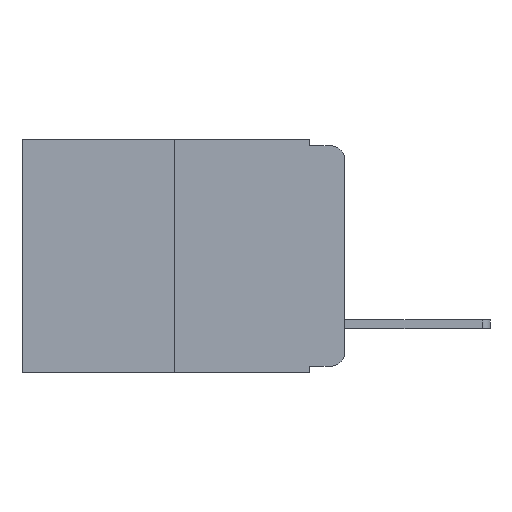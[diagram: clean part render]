
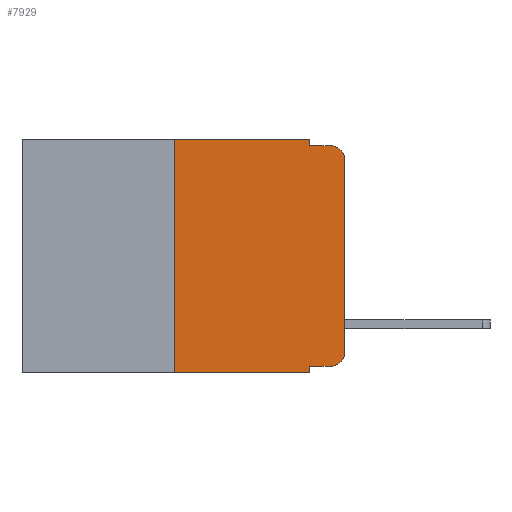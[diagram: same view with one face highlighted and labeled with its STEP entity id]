
A CAD part, left-side view. The second image highlights one B-rep face of the part: STEP entity #7929.
In plain terms, the highlighted planar face has unit normal (-1, 0, 0).
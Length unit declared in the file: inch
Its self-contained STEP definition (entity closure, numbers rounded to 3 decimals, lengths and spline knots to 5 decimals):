
#275 = ORIENTED_EDGE ( 'NONE', *, *, #852, .F. ) ;
#425 = ORIENTED_EDGE ( 'NONE', *, *, #1266, .T. ) ;
#501 = FACE_OUTER_BOUND ( 'NONE', #3032, .T. ) ;
#553 = CARTESIAN_POINT ( 'NONE',  ( 0., 0.051, 0. ) ) ;
#761 = DIRECTION ( 'NONE',  ( 0., 0., 1. ) ) ;
#852 = EDGE_CURVE ( 'NONE', #7476, #3296, #3345, .T. ) ;
#1069 = VERTEX_POINT ( 'NONE', #5295 ) ;
#1091 = CARTESIAN_POINT ( 'NONE',  ( 0., 0.473, 0. ) ) ;
#1200 = CIRCLE ( 'NONE', #6590, 0.02 ) ;
#1227 = VECTOR ( 'NONE', #8905, 39.37008 ) ;
#1254 = LINE ( 'NONE', #6452, #1227 ) ;
#1263 = VECTOR ( 'NONE', #8869, 39.37008 ) ;
#1266 = EDGE_CURVE ( 'NONE', #1069, #2279, #2163, .T. ) ;
#1267 = LINE ( 'NONE', #553, #1263 ) ;
#1273 = VECTOR ( 'NONE', #5394, 39.37008 ) ;
#1292 = VECTOR ( 'NONE', #4401, 39.37008 ) ;
#1302 = DIRECTION ( 'NONE',  ( -1., 0., 0. ) ) ;
#1322 = VECTOR ( 'NONE', #8691, 39.37008 ) ;
#1336 = LINE ( 'NONE', #7123, #1273 ) ;
#1359 = LINE ( 'NONE', #6519, #1292 ) ;
#1370 = LINE ( 'NONE', #8877, #1322 ) ;
#1422 = CIRCLE ( 'NONE', #7791, 0.02 ) ;
#1431 = LINE ( 'NONE', #1639, #1485 ) ;
#1455 = EDGE_CURVE ( 'NONE', #2157, #5284, #1431, .T. ) ;
#1471 = EDGE_CURVE ( 'NONE', #5284, #3861, #1422, .T. ) ;
#1473 = EDGE_CURVE ( 'NONE', #8014, #3861, #1370, .T. ) ;
#1485 = VECTOR ( 'NONE', #761, 39.37008 ) ;
#1492 = EDGE_CURVE ( 'NONE', #3296, #8014, #1359, .T. ) ;
#1494 = EDGE_CURVE ( 'NONE', #1069, #7476, #1336, .T. ) ;
#1508 = EDGE_CURVE ( 'NONE', #4209, #2279, #1267, .T. ) ;
#1509 = EDGE_CURVE ( 'NONE', #4209, #6176, #1254, .T. ) ;
#1513 = EDGE_CURVE ( 'NONE', #6176, #2157, #1200, .T. ) ;
#1639 = CARTESIAN_POINT ( 'NONE',  ( 0., 0., 0. ) ) ;
#2133 = VECTOR ( 'NONE', #6284, 39.37008 ) ;
#2157 = VERTEX_POINT ( 'NONE', #3264 ) ;
#2163 = LINE ( 'NONE', #9233, #2133 ) ;
#2279 = VERTEX_POINT ( 'NONE', #7039 ) ;
#2571 = ORIENTED_EDGE ( 'NONE', *, *, #1455, .T. ) ;
#2815 = PLANE ( 'NONE',  #7107 ) ;
#2975 = ORIENTED_EDGE ( 'NONE', *, *, #1494, .F. ) ;
#3032 = EDGE_LOOP ( 'NONE', ( #2571, #7277, #7065, #5786, #275, #2975, #425, #7427, #5647, #5836 ) ) ;
#3264 = CARTESIAN_POINT ( 'NONE',  ( 0., 0., -0.313 ) ) ;
#3292 = VECTOR ( 'NONE', #7372, 39.37008 ) ;
#3296 = VERTEX_POINT ( 'NONE', #7288 ) ;
#3345 = LINE ( 'NONE', #1091, #3292 ) ;
#3420 = CARTESIAN_POINT ( 'NONE',  ( 0., 0.25, 0. ) ) ;
#3665 = DIRECTION ( 'NONE',  ( 0., 0., -1. ) ) ;
#3861 = VERTEX_POINT ( 'NONE', #5429 ) ;
#4209 = VERTEX_POINT ( 'NONE', #6422 ) ;
#4401 = DIRECTION ( 'NONE',  ( 0., 0., -1. ) ) ;
#4436 = CARTESIAN_POINT ( 'NONE',  ( 0., 0.02, -0.333 ) ) ;
#5284 = VERTEX_POINT ( 'NONE', #9116 ) ;
#5295 = CARTESIAN_POINT ( 'NONE',  ( 0., 0.25, -0.343 ) ) ;
#5346 = DIRECTION ( 'NONE',  ( -1., 0., 0. ) ) ;
#5394 = DIRECTION ( 'NONE',  ( 0., 0., 1. ) ) ;
#5429 = CARTESIAN_POINT ( 'NONE',  ( 0., 0.02, -0.01 ) ) ;
#5479 = DIRECTION ( 'NONE',  ( 0., 0., -1. ) ) ;
#5647 = ORIENTED_EDGE ( 'NONE', *, *, #1509, .T. ) ;
#5786 = ORIENTED_EDGE ( 'NONE', *, *, #1492, .F. ) ;
#5836 = ORIENTED_EDGE ( 'NONE', *, *, #1513, .T. ) ;
#6026 = CARTESIAN_POINT ( 'NONE',  ( 0., 0.473, 0. ) ) ;
#6176 = VERTEX_POINT ( 'NONE', #4436 ) ;
#6284 = DIRECTION ( 'NONE',  ( 0., -1., 0. ) ) ;
#6422 = CARTESIAN_POINT ( 'NONE',  ( 0., 0.051, -0.333 ) ) ;
#6452 = CARTESIAN_POINT ( 'NONE',  ( 0., 0.051, -0.333 ) ) ;
#6519 = CARTESIAN_POINT ( 'NONE',  ( 0., 0.051, 0. ) ) ;
#6590 = AXIS2_PLACEMENT_3D ( 'NONE', #7988, #1302, #5479 ) ;
#7039 = CARTESIAN_POINT ( 'NONE',  ( 0., 0.051, -0.343 ) ) ;
#7065 = ORIENTED_EDGE ( 'NONE', *, *, #1473, .F. ) ;
#7107 = AXIS2_PLACEMENT_3D ( 'NONE', #6026, #7817, #3665 ) ;
#7123 = CARTESIAN_POINT ( 'NONE',  ( 0., 0.25, 0. ) ) ;
#7277 = ORIENTED_EDGE ( 'NONE', *, *, #1471, .T. ) ;
#7288 = CARTESIAN_POINT ( 'NONE',  ( 0., 0.051, 0. ) ) ;
#7372 = DIRECTION ( 'NONE',  ( 0., -1., 0. ) ) ;
#7427 = ORIENTED_EDGE ( 'NONE', *, *, #1508, .F. ) ;
#7476 = VERTEX_POINT ( 'NONE', #3420 ) ;
#7791 = AXIS2_PLACEMENT_3D ( 'NONE', #9368, #5346, #8926 ) ;
#7817 = DIRECTION ( 'NONE',  ( 1., 0., 0. ) ) ;
#7929 = ADVANCED_FACE ( 'NONE', ( #501 ), #2815, .F. ) ;
#7988 = CARTESIAN_POINT ( 'NONE',  ( 0., 0.02, -0.313 ) ) ;
#8014 = VERTEX_POINT ( 'NONE', #8897 ) ;
#8691 = DIRECTION ( 'NONE',  ( 0., -1., 0. ) ) ;
#8869 = DIRECTION ( 'NONE',  ( 0., 0., -1. ) ) ;
#8877 = CARTESIAN_POINT ( 'NONE',  ( 0., 0.051, -0.01 ) ) ;
#8897 = CARTESIAN_POINT ( 'NONE',  ( 0., 0.051, -0.01 ) ) ;
#8905 = DIRECTION ( 'NONE',  ( 0., -1., 0. ) ) ;
#8926 = DIRECTION ( 'NONE',  ( 0., 0., -1. ) ) ;
#9116 = CARTESIAN_POINT ( 'NONE',  ( 0., 0., -0.03 ) ) ;
#9233 = CARTESIAN_POINT ( 'NONE',  ( 0., 0.473, -0.343 ) ) ;
#9368 = CARTESIAN_POINT ( 'NONE',  ( 0., 0.02, -0.03 ) ) ;
